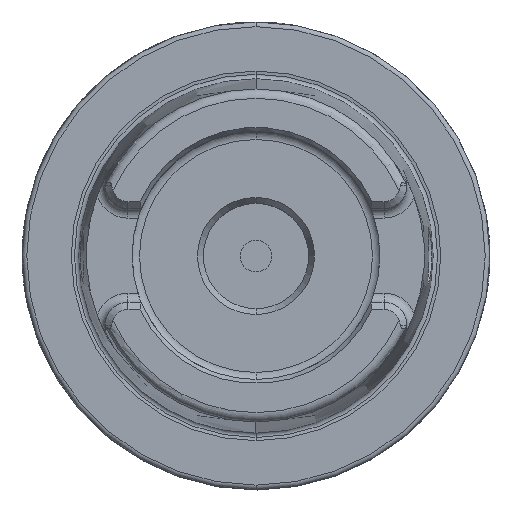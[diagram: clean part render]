
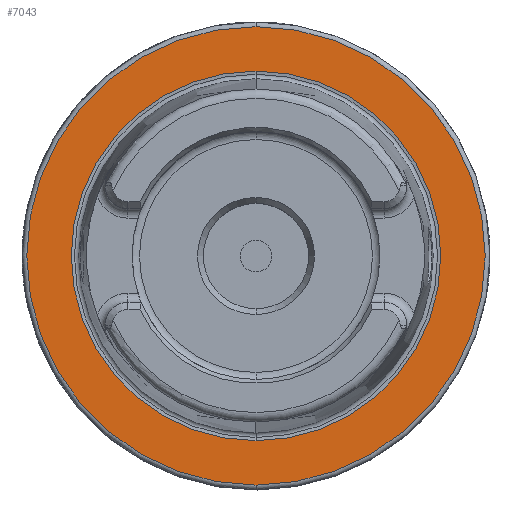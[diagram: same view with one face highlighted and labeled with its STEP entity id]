
A CAD part, top view. The second image highlights one B-rep face of the part: STEP entity #7043.
In plain terms, the highlighted planar face has unit normal (0, 0, 1).
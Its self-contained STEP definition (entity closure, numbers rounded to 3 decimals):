
#903=CARTESIAN_POINT('',(0,0,29));
#904=DIRECTION('',(0,0,1));
#905=DIRECTION('',(0,1,0));
#906=AXIS2_PLACEMENT_3D('',#903,#904,#905);
#908=CARTESIAN_POINT('',(0,0,29));
#909=DIRECTION('',(0,0,1));
#910=DIRECTION('',(0,-1,0));
#911=AXIS2_PLACEMENT_3D('',#908,#909,#910);
#921=CARTESIAN_POINT('',(0,0,29));
#922=DIRECTION('',(0,0,1));
#923=DIRECTION('',(0,1,0));
#924=AXIS2_PLACEMENT_3D('',#921,#922,#923);
#926=CARTESIAN_POINT('',(0,0,29));
#927=DIRECTION('',(0,0,-1));
#928=DIRECTION('',(0,1,0));
#929=AXIS2_PLACEMENT_3D('',#926,#927,#928);
#5185=CARTESIAN_POINT('',(0,39.499,29));
#5187=VERTEX_POINT('',#5185);
#5221=CARTESIAN_POINT('',(0,-39.499,29));
#5223=VERTEX_POINT('',#5221);
#5233=CARTESIAN_POINT('',(0,49,29));
#5234=CARTESIAN_POINT('',(0.,-49,29));
#5235=VERTEX_POINT('',#5233);
#5236=VERTEX_POINT('',#5234);
#7027=CARTESIAN_POINT('',(0,0,29));
#7028=DIRECTION('',(0,0,-1));
#7029=DIRECTION('',(0,-1,0));
#7030=AXIS2_PLACEMENT_3D('',#7027,#7028,#7029);
#7031=PLANE('',#7030);
#7032=ORIENTED_EDGE('',*,*,#7017,.F.);
#7034=ORIENTED_EDGE('',*,*,#7033,.F.);
#7035=EDGE_LOOP('',(#7032,#7034));
#7036=FACE_OUTER_BOUND('',#7035,.F.);
#7038=ORIENTED_EDGE('',*,*,#7037,.T.);
#7040=ORIENTED_EDGE('',*,*,#7039,.F.);
#7041=EDGE_LOOP('',(#7038,#7040));
#7042=FACE_BOUND('',#7041,.F.);
#7043=ADVANCED_FACE('',(#7036,#7042),#7031,.F.);
#907=CIRCLE('',#906,49);
#912=CIRCLE('',#911,49);
#925=CIRCLE('',#924,39.499);
#930=CIRCLE('',#929,39.499);
#7017=EDGE_CURVE('',#5235,#5236,#907,.T.);
#7033=EDGE_CURVE('',#5236,#5235,#912,.T.);
#7037=EDGE_CURVE('',#5187,#5223,#925,.T.);
#7039=EDGE_CURVE('',#5187,#5223,#930,.T.);
